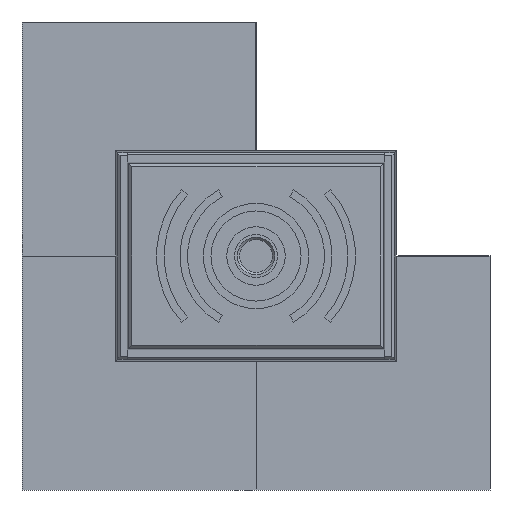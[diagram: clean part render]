
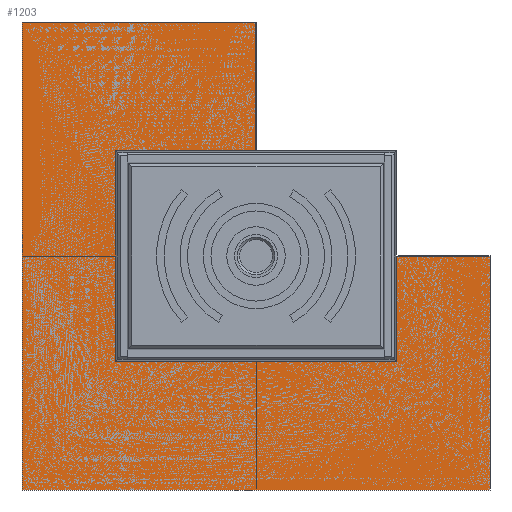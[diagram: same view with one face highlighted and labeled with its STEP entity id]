
A CAD part, front view. The second image highlights one B-rep face of the part: STEP entity #1203.
In plain terms, the highlighted planar face has unit normal (0, -1, 0).
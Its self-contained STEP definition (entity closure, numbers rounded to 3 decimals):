
#1203 = ADVANCED_FACE( '', ( #2396 ), #2397, .F. );
#2396 = FACE_OUTER_BOUND( '', #3747, .T. );
#2397 = PLANE( '', #3748 );
#3747 = EDGE_LOOP( '', ( #6484, #6485, #6486, #6487, #6488, #6489, #6490, #6491, #6492 ) );
#3748 = AXIS2_PLACEMENT_3D( '', #6493, #6494, #6495 );
#6484 = ORIENTED_EDGE( '', *, *, #8663, .T. );
#6485 = ORIENTED_EDGE( '', *, *, #8016, .T. );
#6486 = ORIENTED_EDGE( '', *, *, #8114, .T. );
#6487 = ORIENTED_EDGE( '', *, *, #8945, .T. );
#6488 = ORIENTED_EDGE( '', *, *, #8946, .T. );
#6489 = ORIENTED_EDGE( '', *, *, #8554, .T. );
#6490 = ORIENTED_EDGE( '', *, *, #8246, .T. );
#6491 = ORIENTED_EDGE( '', *, *, #8947, .T. );
#6492 = ORIENTED_EDGE( '', *, *, #8727, .T. );
#6493 = CARTESIAN_POINT( '', ( 0., 0., 0. ) );
#6494 = DIRECTION( '', ( 0., 1., 0. ) );
#6495 = DIRECTION( '', ( 0., 0., 1. ) );
#8016 = EDGE_CURVE( '', #9539, #9540, #9541, .T. );
#8114 = EDGE_CURVE( '', #9540, #9711, #9712, .T. );
#8246 = EDGE_CURVE( '', #9931, #9932, #9933, .T. );
#8554 = EDGE_CURVE( '', #10402, #9931, #10403, .T. );
#8663 = EDGE_CURVE( '', #10568, #9539, #10569, .T. );
#8727 = EDGE_CURVE( '', #10657, #10568, #10658, .T. );
#8945 = EDGE_CURVE( '', #9711, #10954, #10955, .T. );
#8946 = EDGE_CURVE( '', #10954, #10402, #10956, .T. );
#8947 = EDGE_CURVE( '', #9932, #10657, #10957, .T. );
#9539 = VERTEX_POINT( '', #11714 );
#9540 = VERTEX_POINT( '', #11715 );
#9541 = LINE( '', #11716, #11717 );
#9711 = VERTEX_POINT( '', #11965 );
#9712 = LINE( '', #11966, #11967 );
#9931 = VERTEX_POINT( '', #12283 );
#9932 = VERTEX_POINT( '', #12284 );
#9933 = LINE( '', #12285, #12286 );
#10402 = VERTEX_POINT( '', #13023 );
#10403 = LINE( '', #13024, #13025 );
#10568 = VERTEX_POINT( '', #13258 );
#10569 = CIRCLE( '', #13259, 8. );
#10657 = VERTEX_POINT( '', #13409 );
#10658 = LINE( '', #13410, #13411 );
#10954 = VERTEX_POINT( '', #13838 );
#10955 = LINE( '', #13839, #13840 );
#10956 = LINE( '', #13841, #13842 );
#10957 = CIRCLE( '', #13843, 1. );
#11714 = CARTESIAN_POINT( '', ( 0., 0., 8. ) );
#11715 = CARTESIAN_POINT( '', ( 0., 0., 20. ) );
#11716 = CARTESIAN_POINT( '', ( 0., 0., 8. ) );
#11717 = VECTOR( '', #14503, 1000. );
#11965 = CARTESIAN_POINT( '', ( -20., 0., 20. ) );
#11966 = CARTESIAN_POINT( '', ( 0., 0., 20. ) );
#11967 = VECTOR( '', #14594, 1000. );
#12283 = CARTESIAN_POINT( '', ( 20., 0., 0. ) );
#12284 = CARTESIAN_POINT( '', ( 11.4, 0., 0. ) );
#12285 = CARTESIAN_POINT( '', ( 20., 0., 0. ) );
#12286 = VECTOR( '', #14737, 1000. );
#13023 = CARTESIAN_POINT( '', ( 20., 0., -20. ) );
#13024 = CARTESIAN_POINT( '', ( 20., 0., -20. ) );
#13025 = VECTOR( '', #15035, 1000. );
#13258 = CARTESIAN_POINT( '', ( 8., 0., 0. ) );
#13259 = AXIS2_PLACEMENT_3D( '', #15158, #15159, #15160 );
#13409 = CARTESIAN_POINT( '', ( 9.4, 0., 0. ) );
#13410 = CARTESIAN_POINT( '', ( 9.4, 0., 0. ) );
#13411 = VECTOR( '', #15212, 1000. );
#13838 = CARTESIAN_POINT( '', ( -20., 0., -20. ) );
#13839 = CARTESIAN_POINT( '', ( -20., 0., 20. ) );
#13840 = VECTOR( '', #15473, 1000. );
#13841 = CARTESIAN_POINT( '', ( -20., 0., -20. ) );
#13842 = VECTOR( '', #15474, 1000. );
#13843 = AXIS2_PLACEMENT_3D( '', #15475, #15476, #15477 );
#14503 = DIRECTION( '', ( 0., 0., 1. ) );
#14594 = DIRECTION( '', ( -1., 0., 0. ) );
#14737 = DIRECTION( '', ( -1., 0., 0. ) );
#15035 = DIRECTION( '', ( 0., 0., 1. ) );
#15158 = CARTESIAN_POINT( '', ( 0., 0., 0. ) );
#15159 = DIRECTION( '', ( 0., 1., 0. ) );
#15160 = DIRECTION( '', ( 1., 0., 0. ) );
#15212 = DIRECTION( '', ( -1., 0., 0. ) );
#15473 = DIRECTION( '', ( 0., 0., -1. ) );
#15474 = DIRECTION( '', ( 1., 0., 0. ) );
#15475 = CARTESIAN_POINT( '', ( 10.4, 0., 0. ) );
#15476 = DIRECTION( '', ( 0., 1., 0. ) );
#15477 = DIRECTION( '', ( 1., 0., 0. ) );
